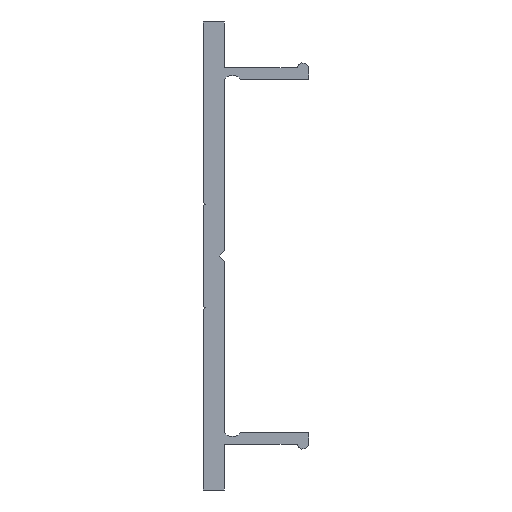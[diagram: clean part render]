
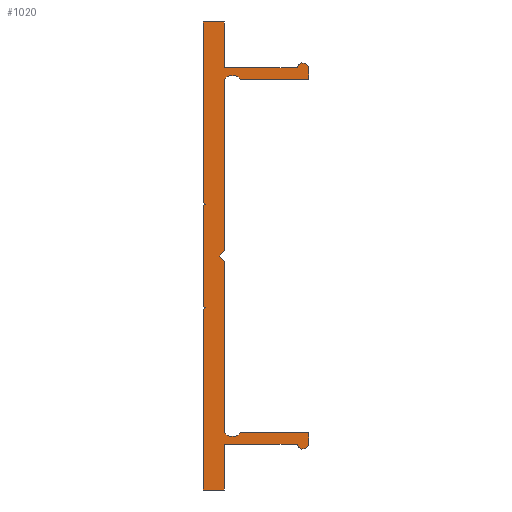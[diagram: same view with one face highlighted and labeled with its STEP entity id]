
A CAD part, left-side view. The second image highlights one B-rep face of the part: STEP entity #1020.
In plain terms, the highlighted planar face has unit normal (-1, 0, 0).
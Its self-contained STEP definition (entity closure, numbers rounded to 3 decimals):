
#329=DIRECTION('',(0.,0.,-1.));
#330=VECTOR('',#329,16.116);
#331=CARTESIAN_POINT('',(-500.,-1.,-0.5));
#332=LINE('',#331,#330);
#337=CARTESIAN_POINT('',(-500.,-1.771,-15.979));
#338=DIRECTION('',(-1.,0.,0.));
#339=DIRECTION('',(0.,0.771,-0.637));
#340=AXIS2_PLACEMENT_3D('',#337,#338,#339);
#345=DIRECTION('',(0.,-1.,0.));
#346=VECTOR('',#345,6.404);
#347=CARTESIAN_POINT('',(-500.,-2.542,-16.616));
#348=LINE('',#347,#346);
#352=DIRECTION('',(0.,0.,-1.));
#353=VECTOR('',#352,0.996);
#354=CARTESIAN_POINT('',(-500.,-8.946,-16.616));
#355=LINE('',#354,#353);
#359=CARTESIAN_POINT('',(-500.,-8.392,-17.612));
#360=DIRECTION('',(1.,0.,0.));
#361=DIRECTION('',(0.,-1.,0.));
#362=AXIS2_PLACEMENT_3D('',#359,#360,#361);
#367=DIRECTION('',(0.,1.,0.));
#368=VECTOR('',#367,6.845);
#369=CARTESIAN_POINT('',(-500.,-7.845,-17.7));
#370=LINE('',#369,#368);
#374=DIRECTION('',(0.,0.,-1.));
#375=VECTOR('',#374,4.3);
#376=CARTESIAN_POINT('',(-500.,-1.,-17.7));
#377=LINE('',#376,#375);
#381=DIRECTION('',(0.,1.,0.));
#382=VECTOR('',#381,2.);
#383=CARTESIAN_POINT('',(-500.,-1.,-22.));
#384=LINE('',#383,#382);
#388=DIRECTION('',(0.,0.,1.));
#389=VECTOR('',#388,16.989);
#390=CARTESIAN_POINT('',(-500.,1.,-22.));
#391=LINE('',#390,#389);
#395=DIRECTION('',(0.,0.86,-0.509));
#396=VECTOR('',#395,0.277);
#397=CARTESIAN_POINT('',(-500.,0.762,-4.871));
#398=LINE('',#397,#396);
#402=DIRECTION('',(0.,-0.909,-0.417));
#403=VECTOR('',#402,0.262);
#404=CARTESIAN_POINT('',(-500.,1.,-4.761));
#405=LINE('',#404,#403);
#409=DIRECTION('',(0.,0.,1.));
#410=VECTOR('',#409,9.523);
#411=CARTESIAN_POINT('',(-500.,1.,-4.761));
#412=LINE('',#411,#410);
#416=DIRECTION('',(0.,0.894,-0.447));
#417=VECTOR('',#416,0.28);
#418=CARTESIAN_POINT('',(-500.,0.75,4.886));
#419=LINE('',#418,#417);
#423=DIRECTION('',(0.,-0.894,-0.447));
#424=VECTOR('',#423,0.28);
#425=CARTESIAN_POINT('',(-500.,1.,5.011));
#426=LINE('',#425,#424);
#430=DIRECTION('',(0.,0.,1.));
#431=VECTOR('',#430,16.989);
#432=CARTESIAN_POINT('',(-500.,1.,5.011));
#433=LINE('',#432,#431);
#437=DIRECTION('',(0.,-1.,0.));
#438=VECTOR('',#437,2.);
#439=CARTESIAN_POINT('',(-500.,1.,22.));
#440=LINE('',#439,#438);
#444=DIRECTION('',(0.,0.,-1.));
#445=VECTOR('',#444,4.3);
#446=CARTESIAN_POINT('',(-500.,-1.,22.));
#447=LINE('',#446,#445);
#451=DIRECTION('',(0.,-1.,0.));
#452=VECTOR('',#451,6.845);
#453=CARTESIAN_POINT('',(-500.,-1.,17.7));
#454=LINE('',#453,#452);
#458=CARTESIAN_POINT('',(-500.,-8.392,17.612));
#459=DIRECTION('',(1.,0.,0.));
#460=DIRECTION('',(0.,0.987,0.158));
#461=AXIS2_PLACEMENT_3D('',#458,#459,#460);
#466=DIRECTION('',(0.,0.,-1.));
#467=VECTOR('',#466,0.996);
#468=CARTESIAN_POINT('',(-500.,-8.946,17.612));
#469=LINE('',#468,#467);
#473=DIRECTION('',(0.,1.,0.));
#474=VECTOR('',#473,6.404);
#475=CARTESIAN_POINT('',(-500.,-8.946,16.616));
#476=LINE('',#475,#474);
#480=CARTESIAN_POINT('',(-500.,-1.771,15.979));
#481=DIRECTION('',(-1.,0.,0.));
#482=DIRECTION('',(0.,-0.771,0.637));
#483=AXIS2_PLACEMENT_3D('',#480,#481,#482);
#488=DIRECTION('',(0.,0.,-1.));
#489=VECTOR('',#488,16.116);
#490=CARTESIAN_POINT('',(-500.,-1.,16.616));
#491=LINE('',#490,#489);
#495=DIRECTION('',(0.,-0.707,0.707));
#496=VECTOR('',#495,0.707);
#497=CARTESIAN_POINT('',(-500.,-0.5,0.));
#498=LINE('',#497,#496);
#502=DIRECTION('',(0.,0.707,0.707));
#503=VECTOR('',#502,0.707);
#504=CARTESIAN_POINT('',(-500.,-1.,-0.5));
#505=LINE('',#504,#503);
#863=CARTESIAN_POINT('',(-500.,-1.,-22.));
#864=CARTESIAN_POINT('',(-500.,1.,-22.));
#865=VERTEX_POINT('',#863);
#866=VERTEX_POINT('',#864);
#867=CARTESIAN_POINT('',(-500.,1.,22.));
#868=CARTESIAN_POINT('',(-500.,-1.,22.));
#869=VERTEX_POINT('',#867);
#870=VERTEX_POINT('',#868);
#879=CARTESIAN_POINT('',(-500.,1.,-4.761));
#880=CARTESIAN_POINT('',(-500.,0.762,-4.871));
#881=VERTEX_POINT('',#879);
#882=VERTEX_POINT('',#880);
#883=CARTESIAN_POINT('',(-500.,1.,-5.011));
#884=VERTEX_POINT('',#883);
#891=CARTESIAN_POINT('',(-500.,1.,4.761));
#892=VERTEX_POINT('',#891);
#893=CARTESIAN_POINT('',(-500.,1.,5.011));
#894=VERTEX_POINT('',#893);
#899=CARTESIAN_POINT('',(-500.,-1.,-0.5));
#900=CARTESIAN_POINT('',(-500.,-0.5,0.));
#901=VERTEX_POINT('',#899);
#902=VERTEX_POINT('',#900);
#903=CARTESIAN_POINT('',(-500.,-1.,0.5));
#904=VERTEX_POINT('',#903);
#911=CARTESIAN_POINT('',(-500.,0.75,4.886));
#912=VERTEX_POINT('',#911);
#915=CARTESIAN_POINT('',(-500.,-7.845,17.7));
#916=CARTESIAN_POINT('',(-500.,-8.946,17.612));
#917=VERTEX_POINT('',#915);
#918=VERTEX_POINT('',#916);
#919=CARTESIAN_POINT('',(-500.,-8.946,16.616));
#920=VERTEX_POINT('',#919);
#921=CARTESIAN_POINT('',(-500.,-2.542,16.616));
#922=VERTEX_POINT('',#921);
#923=CARTESIAN_POINT('',(-500.,-2.542,-16.616));
#924=CARTESIAN_POINT('',(-500.,-8.946,-16.616));
#925=VERTEX_POINT('',#923);
#926=VERTEX_POINT('',#924);
#927=CARTESIAN_POINT('',(-500.,-8.946,-17.612));
#928=VERTEX_POINT('',#927);
#929=CARTESIAN_POINT('',(-500.,-7.845,-17.7));
#930=VERTEX_POINT('',#929);
#947=CARTESIAN_POINT('',(-500.,-1.,17.7));
#949=VERTEX_POINT('',#947);
#951=CARTESIAN_POINT('',(-500.,-1.,16.616));
#953=VERTEX_POINT('',#951);
#955=CARTESIAN_POINT('',(-500.,-1.,-16.616));
#957=VERTEX_POINT('',#955);
#959=CARTESIAN_POINT('',(-500.,-1.,-17.7));
#961=VERTEX_POINT('',#959);
#963=CARTESIAN_POINT('',(-500.,0.,0.));
#964=DIRECTION('',(1.,0.,0.));
#965=DIRECTION('',(0.,0.,-1.));
#966=AXIS2_PLACEMENT_3D('',#963,#964,#965);
#967=PLANE('',#966);
#969=ORIENTED_EDGE('',*,*,#968,.T.);
#971=ORIENTED_EDGE('',*,*,#970,.T.);
#973=ORIENTED_EDGE('',*,*,#972,.T.);
#975=ORIENTED_EDGE('',*,*,#974,.T.);
#977=ORIENTED_EDGE('',*,*,#976,.T.);
#979=ORIENTED_EDGE('',*,*,#978,.T.);
#981=ORIENTED_EDGE('',*,*,#980,.T.);
#983=ORIENTED_EDGE('',*,*,#982,.T.);
#985=ORIENTED_EDGE('',*,*,#984,.T.);
#987=ORIENTED_EDGE('',*,*,#986,.F.);
#989=ORIENTED_EDGE('',*,*,#988,.F.);
#991=ORIENTED_EDGE('',*,*,#990,.T.);
#993=ORIENTED_EDGE('',*,*,#992,.F.);
#995=ORIENTED_EDGE('',*,*,#994,.F.);
#997=ORIENTED_EDGE('',*,*,#996,.T.);
#999=ORIENTED_EDGE('',*,*,#998,.T.);
#1001=ORIENTED_EDGE('',*,*,#1000,.T.);
#1003=ORIENTED_EDGE('',*,*,#1002,.T.);
#1005=ORIENTED_EDGE('',*,*,#1004,.T.);
#1007=ORIENTED_EDGE('',*,*,#1006,.T.);
#1009=ORIENTED_EDGE('',*,*,#1008,.T.);
#1011=ORIENTED_EDGE('',*,*,#1010,.T.);
#1013=ORIENTED_EDGE('',*,*,#1012,.T.);
#1015=ORIENTED_EDGE('',*,*,#1014,.F.);
#1017=ORIENTED_EDGE('',*,*,#1016,.F.);
#1018=EDGE_LOOP('',(#969,#971,#973,#975,#977,#979,#981,#983,#985,#987,#989,#991,
#993,#995,#997,#999,#1001,#1003,#1005,#1007,#1009,#1011,#1013,#1015,#1017));
#1019=FACE_OUTER_BOUND('',#1018,.F.);
#341=CIRCLE('',#340,1.);
#363=CIRCLE('',#362,0.554);
#462=CIRCLE('',#461,0.554);
#484=CIRCLE('',#483,1.);
#968=EDGE_CURVE('',#901,#957,#332,.T.);
#970=EDGE_CURVE('',#957,#925,#341,.T.);
#972=EDGE_CURVE('',#925,#926,#348,.T.);
#974=EDGE_CURVE('',#926,#928,#355,.T.);
#976=EDGE_CURVE('',#928,#930,#363,.T.);
#978=EDGE_CURVE('',#930,#961,#370,.T.);
#980=EDGE_CURVE('',#961,#865,#377,.T.);
#982=EDGE_CURVE('',#865,#866,#384,.T.);
#984=EDGE_CURVE('',#866,#884,#391,.T.);
#986=EDGE_CURVE('',#882,#884,#398,.T.);
#988=EDGE_CURVE('',#881,#882,#405,.T.);
#990=EDGE_CURVE('',#881,#892,#412,.T.);
#992=EDGE_CURVE('',#912,#892,#419,.T.);
#994=EDGE_CURVE('',#894,#912,#426,.T.);
#996=EDGE_CURVE('',#894,#869,#433,.T.);
#998=EDGE_CURVE('',#869,#870,#440,.T.);
#1000=EDGE_CURVE('',#870,#949,#447,.T.);
#1002=EDGE_CURVE('',#949,#917,#454,.T.);
#1004=EDGE_CURVE('',#917,#918,#462,.T.);
#1006=EDGE_CURVE('',#918,#920,#469,.T.);
#1008=EDGE_CURVE('',#920,#922,#476,.T.);
#1010=EDGE_CURVE('',#922,#953,#484,.T.);
#1012=EDGE_CURVE('',#953,#904,#491,.T.);
#1014=EDGE_CURVE('',#902,#904,#498,.T.);
#1016=EDGE_CURVE('',#901,#902,#505,.T.);
#1020=ADVANCED_FACE('',(#1019),#967,.F.);
